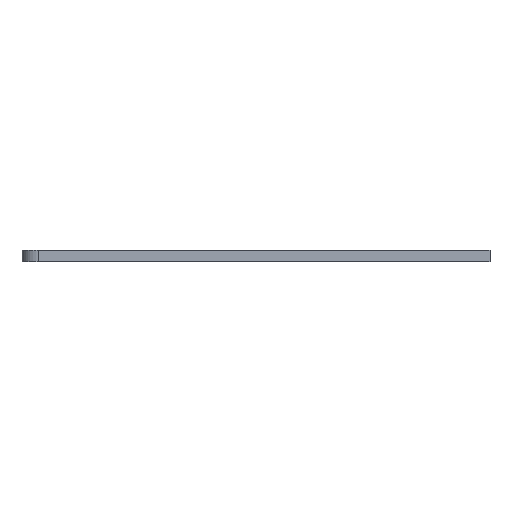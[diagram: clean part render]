
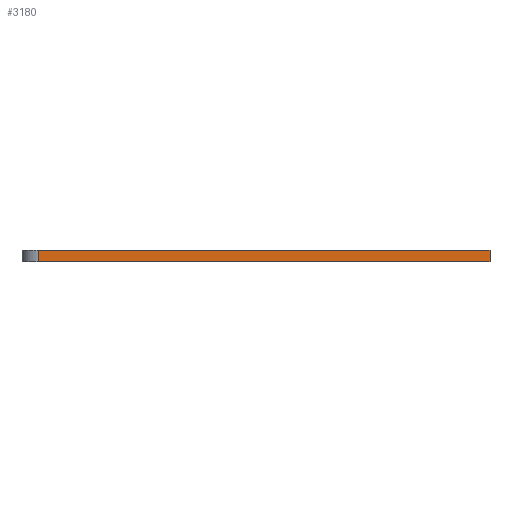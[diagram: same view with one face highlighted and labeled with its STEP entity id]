
A CAD part, front view. The second image highlights one B-rep face of the part: STEP entity #3180.
In plain terms, the highlighted planar face has unit normal (0, -1, 0).
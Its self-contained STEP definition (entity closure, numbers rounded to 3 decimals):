
#44 = PLANE('',#45);
#45 = AXIS2_PLACEMENT_3D('',#46,#47,#48);
#46 = CARTESIAN_POINT('',(208.821,102.604,0.));
#47 = DIRECTION('',(0.,0.,-1.));
#48 = DIRECTION('',(0.,1.,0.));
#72 = CYLINDRICAL_SURFACE('',#73,15.);
#73 = AXIS2_PLACEMENT_3D('',#74,#75,#76);
#74 = CARTESIAN_POINT('',(15.,15.,0.));
#75 = DIRECTION('',(0.,0.,1.));
#76 = DIRECTION('',(-1.,0.,0.));
#100 = PLANE('',#101);
#101 = AXIS2_PLACEMENT_3D('',#102,#103,#104);
#102 = CARTESIAN_POINT('',(208.821,102.604,10.));
#103 = DIRECTION('',(0.,0.,-1.));
#104 = DIRECTION('',(0.,1.,0.));
#838 = VERTEX_POINT('',#839);
#839 = CARTESIAN_POINT('',(420.,0.,0.));
#853 = PLANE('',#854);
#854 = AXIS2_PLACEMENT_3D('',#855,#856,#857);
#855 = CARTESIAN_POINT('',(420.,57.4,0.));
#856 = DIRECTION('',(1.,0.,0.));
#857 = DIRECTION('',(0.,-1.,0.));
#865 = EDGE_CURVE('',#838,#866,#868,.T.);
#866 = VERTEX_POINT('',#867);
#867 = CARTESIAN_POINT('',(15.,0.,0.));
#868 = SURFACE_CURVE('',#869,(#873,#880),.PCURVE_S1.);
#869 = LINE('',#870,#871);
#870 = CARTESIAN_POINT('',(420.,0.,0.));
#871 = VECTOR('',#872,1.);
#872 = DIRECTION('',(-1.,0.,0.));
#873 = PCURVE('',#44,#874);
#874 = DEFINITIONAL_REPRESENTATION('',(#875),#879);
#875 = LINE('',#876,#877);
#876 = CARTESIAN_POINT('',(-102.604,211.179));
#877 = VECTOR('',#878,1.);
#878 = DIRECTION('',(0.,-1.));
#879 = ( GEOMETRIC_REPRESENTATION_CONTEXT(2) 
PARAMETRIC_REPRESENTATION_CONTEXT() REPRESENTATION_CONTEXT('2D SPACE',''
  ) );
#880 = PCURVE('',#881,#886);
#881 = PLANE('',#882);
#882 = AXIS2_PLACEMENT_3D('',#883,#884,#885);
#883 = CARTESIAN_POINT('',(420.,0.,0.));
#884 = DIRECTION('',(0.,-1.,0.));
#885 = DIRECTION('',(-1.,0.,0.));
#886 = DEFINITIONAL_REPRESENTATION('',(#887),#891);
#887 = LINE('',#888,#889);
#888 = CARTESIAN_POINT('',(0.,-0.));
#889 = VECTOR('',#890,1.);
#890 = DIRECTION('',(1.,0.));
#891 = ( GEOMETRIC_REPRESENTATION_CONTEXT(2) 
PARAMETRIC_REPRESENTATION_CONTEXT() REPRESENTATION_CONTEXT('2D SPACE',''
  ) );
#1804 = EDGE_CURVE('',#866,#1805,#1807,.T.);
#1805 = VERTEX_POINT('',#1806);
#1806 = CARTESIAN_POINT('',(15.,0.,10.));
#1807 = SURFACE_CURVE('',#1808,(#1812,#1819),.PCURVE_S1.);
#1808 = LINE('',#1809,#1810);
#1809 = CARTESIAN_POINT('',(15.,0.,0.));
#1810 = VECTOR('',#1811,1.);
#1811 = DIRECTION('',(0.,0.,1.));
#1812 = PCURVE('',#72,#1813);
#1813 = DEFINITIONAL_REPRESENTATION('',(#1814),#1818);
#1814 = LINE('',#1815,#1816);
#1815 = CARTESIAN_POINT('',(1.571,0.));
#1816 = VECTOR('',#1817,1.);
#1817 = DIRECTION('',(0.,1.));
#1818 = ( GEOMETRIC_REPRESENTATION_CONTEXT(2) 
PARAMETRIC_REPRESENTATION_CONTEXT() REPRESENTATION_CONTEXT('2D SPACE',''
  ) );
#1819 = PCURVE('',#881,#1820);
#1820 = DEFINITIONAL_REPRESENTATION('',(#1821),#1825);
#1821 = LINE('',#1822,#1823);
#1822 = CARTESIAN_POINT('',(405.,0.));
#1823 = VECTOR('',#1824,1.);
#1824 = DIRECTION('',(0.,-1.));
#1825 = ( GEOMETRIC_REPRESENTATION_CONTEXT(2) 
PARAMETRIC_REPRESENTATION_CONTEXT() REPRESENTATION_CONTEXT('2D SPACE',''
  ) );
#2461 = VERTEX_POINT('',#2462);
#2462 = CARTESIAN_POINT('',(420.,0.,10.));
#2483 = EDGE_CURVE('',#2461,#1805,#2484,.T.);
#2484 = SURFACE_CURVE('',#2485,(#2489,#2496),.PCURVE_S1.);
#2485 = LINE('',#2486,#2487);
#2486 = CARTESIAN_POINT('',(420.,0.,10.));
#2487 = VECTOR('',#2488,1.);
#2488 = DIRECTION('',(-1.,0.,0.));
#2489 = PCURVE('',#100,#2490);
#2490 = DEFINITIONAL_REPRESENTATION('',(#2491),#2495);
#2491 = LINE('',#2492,#2493);
#2492 = CARTESIAN_POINT('',(-102.604,211.179));
#2493 = VECTOR('',#2494,1.);
#2494 = DIRECTION('',(0.,-1.));
#2495 = ( GEOMETRIC_REPRESENTATION_CONTEXT(2) 
PARAMETRIC_REPRESENTATION_CONTEXT() REPRESENTATION_CONTEXT('2D SPACE',''
  ) );
#2496 = PCURVE('',#881,#2497);
#2497 = DEFINITIONAL_REPRESENTATION('',(#2498),#2502);
#2498 = LINE('',#2499,#2500);
#2499 = CARTESIAN_POINT('',(0.,-10.));
#2500 = VECTOR('',#2501,1.);
#2501 = DIRECTION('',(1.,0.));
#2502 = ( GEOMETRIC_REPRESENTATION_CONTEXT(2) 
PARAMETRIC_REPRESENTATION_CONTEXT() REPRESENTATION_CONTEXT('2D SPACE',''
  ) );
#3180 = ADVANCED_FACE('',(#3181),#881,.T.);
#3181 = FACE_BOUND('',#3182,.T.);
#3182 = EDGE_LOOP('',(#3183,#3184,#3205,#3206));
#3183 = ORIENTED_EDGE('',*,*,#865,.F.);
#3184 = ORIENTED_EDGE('',*,*,#3185,.T.);
#3185 = EDGE_CURVE('',#838,#2461,#3186,.T.);
#3186 = SURFACE_CURVE('',#3187,(#3191,#3198),.PCURVE_S1.);
#3187 = LINE('',#3188,#3189);
#3188 = CARTESIAN_POINT('',(420.,0.,0.));
#3189 = VECTOR('',#3190,1.);
#3190 = DIRECTION('',(0.,0.,1.));
#3191 = PCURVE('',#881,#3192);
#3192 = DEFINITIONAL_REPRESENTATION('',(#3193),#3197);
#3193 = LINE('',#3194,#3195);
#3194 = CARTESIAN_POINT('',(0.,-0.));
#3195 = VECTOR('',#3196,1.);
#3196 = DIRECTION('',(0.,-1.));
#3197 = ( GEOMETRIC_REPRESENTATION_CONTEXT(2) 
PARAMETRIC_REPRESENTATION_CONTEXT() REPRESENTATION_CONTEXT('2D SPACE',''
  ) );
#3198 = PCURVE('',#853,#3199);
#3199 = DEFINITIONAL_REPRESENTATION('',(#3200),#3204);
#3200 = LINE('',#3201,#3202);
#3201 = CARTESIAN_POINT('',(57.4,0.));
#3202 = VECTOR('',#3203,1.);
#3203 = DIRECTION('',(0.,-1.));
#3204 = ( GEOMETRIC_REPRESENTATION_CONTEXT(2) 
PARAMETRIC_REPRESENTATION_CONTEXT() REPRESENTATION_CONTEXT('2D SPACE',''
  ) );
#3205 = ORIENTED_EDGE('',*,*,#2483,.T.);
#3206 = ORIENTED_EDGE('',*,*,#1804,.F.);
